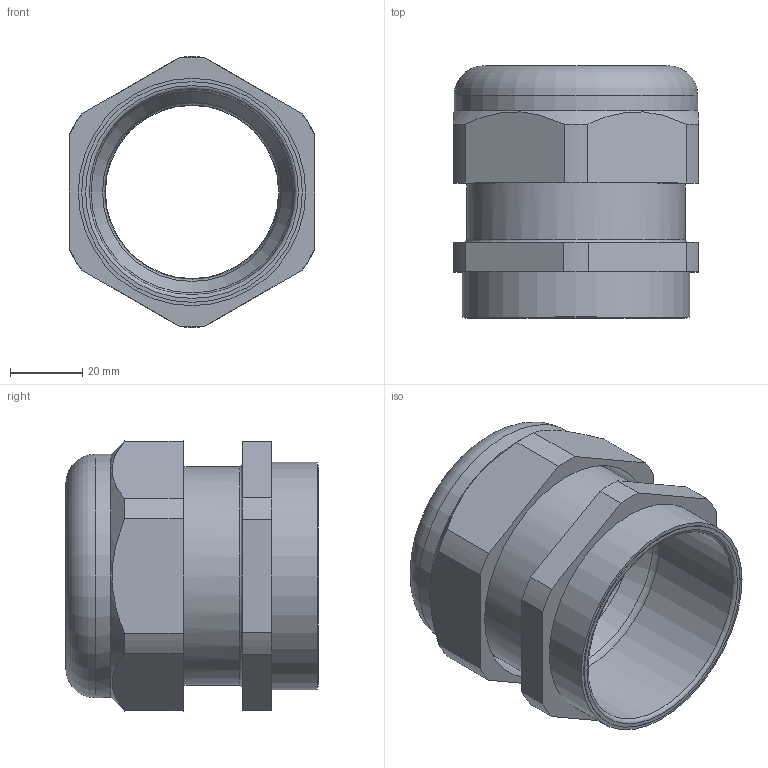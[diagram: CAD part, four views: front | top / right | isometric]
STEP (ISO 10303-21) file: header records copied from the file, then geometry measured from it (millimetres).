
FILE_DESCRIPTION (( 'STEP AP214' ), '1' );
FILE_NAME ('2022907.stp', '2023-10-24T07:17:04', ( '' ), ( '' ), 'SwSTEP 2.0', 'SolidWorks 2022', '' );
FILE_SCHEMA (( 'AUTOMOTIVE_DESIGN' ));
Length unit declared in the file: millimetre
Products named in the file (4): 0005478_grafische Darstellung; 2022907; 0005475_grafische Darstellung; EV501_M63
Assembly tree (3 placements, depth 2):
  2022907
    0005478_grafische Darstellung
    0005475_grafische Darstellung
    EV501_M63
Bounding box: 68 x 69.9 x 74.97 mm (x, y, z)
Volume: 72014.1 mm3; surface area: 52318.9 mm2
Topology: 3 solids, 3 shells, 351 faces, 964 edges, 622 vertices
Faces by surface type: plane 156, torus 87, cylinder 77, cone 31
Full cylindrical faces by diameter (mm): 48 x1, 48.2 x1, 48.5 x1, 54.8 x1, 57 x1, 57.3 x1, 60.45 x1, 61.16 x1, 63 x1, 64.45 x1, 67.5 x1
Entity records: 12022 total; most frequent: CARTESIAN_POINT 3206, ORIENTED_EDGE 1872, DIRECTION 1776, EDGE_CURVE 936, AXIS2_PLACEMENT_3D 705, VERTEX_POINT 615, EDGE_LOOP 381, FACE_OUTER_BOUND 368
